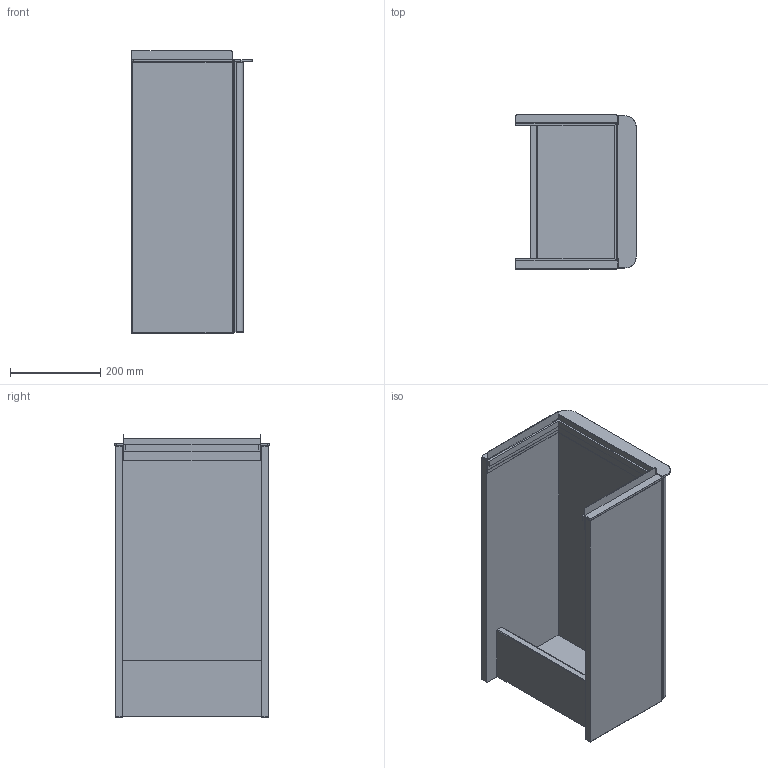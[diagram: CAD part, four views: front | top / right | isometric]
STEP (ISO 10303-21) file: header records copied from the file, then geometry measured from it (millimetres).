
FILE_DESCRIPTION(('CATIA V6 STEP','CAx-IF Rec.Pracs.--- Model Styling and Organization---1.5--- 2016-08-15','CAx-IF Rec.Pracs.---Supplemental Geometry---1.0---2011-11-01','CAx-IF Rec.Pracs.--- Composite Materials ---3.4---2017-06-13','CAx-IF Rec.Pracs.---Tessellated 3D Geometry---1.0---2015-12-17'),'2;1');
FILE_NAME('prd-HG-00295045.stp','2022-10-21T11:09:47+00:00',('none'),('none'),'3DEXPERIENCE Platform3DEXPERIENCE R2021x HotFix 8','3DEXPERIENCE Platform STEP AP242 v2','none');
FILE_SCHEMA(('AP242_MANAGED_MODEL_BASED_3D_ENGINEERING_MIM_LF {1 0 10303 442 1 1 4}'));
Length unit declared in the file: millimetre
Products named in the file (2): P-2_HG_Xelu_Q_WTU_weiss_hgl_340_T.A.li; P-2_ZUS_WXTQ034_Links
Assembly tree (1 placements, depth 2):
  P-2_HG_Xelu_Q_WTU_weiss_hgl_340_T.A.li
    P-2_ZUS_WXTQ034_Links
Bounding box: 266 x 341 x 624.5 mm (x, y, z)
Volume: 9811795.8 mm3; surface area: 1413430.7 mm2
Topology: 11 solids, 11 shells, 189 faces, 433 edges, 254 vertices
Faces by surface type: plane 88, cylinder 69, torus 20, sphere 12
Entity records: 5318 total; most frequent: CARTESIAN_POINT 1230, ORIENTED_EDGE 842, DIRECTION 757, EDGE_CURVE 421, AXIS2_PLACEMENT_3D 309, VECTOR 265, LINE 265, VERTEX_POINT 254
